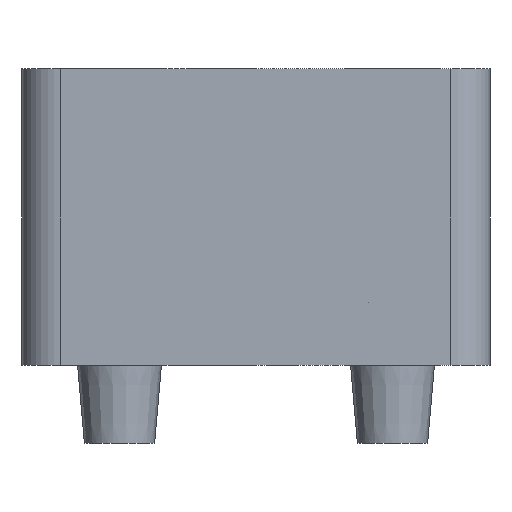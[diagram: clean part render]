
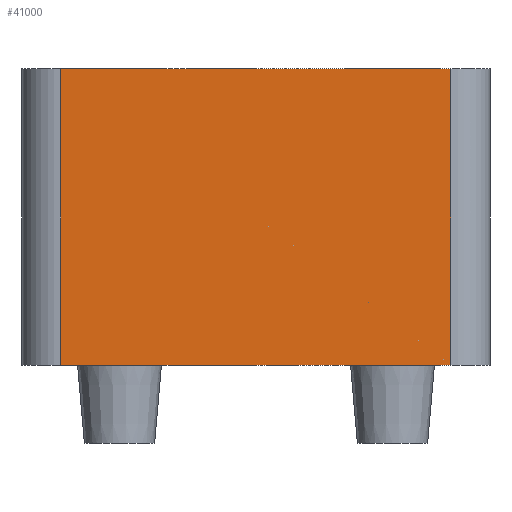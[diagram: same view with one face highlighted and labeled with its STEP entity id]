
A CAD part, front view. The second image highlights one B-rep face of the part: STEP entity #41000.
In plain terms, the highlighted planar face has unit normal (0, -1, 0).
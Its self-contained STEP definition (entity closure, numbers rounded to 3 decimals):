
#2248 = PLANE('',#2249);
#2249 = AXIS2_PLACEMENT_3D('',#2250,#2251,#2252);
#2250 = CARTESIAN_POINT('',(5.028,8.991,0.));
#2251 = DIRECTION('',(0.,0.,1.));
#2252 = DIRECTION('',(1.,0.,0.));
#20432 = PLANE('',#20433);
#20433 = AXIS2_PLACEMENT_3D('',#20434,#20435,#20436);
#20434 = CARTESIAN_POINT('',(-4.972,8.991,7.6));
#20435 = DIRECTION('',(0.,0.,1.));
#20436 = DIRECTION('',(0.,-1.,0.));
#39328 = VERTEX_POINT('',#39329);
#39329 = CARTESIAN_POINT('',(5.028,-10.009,0.));
#39344 = CYLINDRICAL_SURFACE('',#39345,1.);
#39345 = AXIS2_PLACEMENT_3D('',#39346,#39347,#39348);
#39346 = CARTESIAN_POINT('',(5.028,-9.009,7.6));
#39347 = DIRECTION('',(0.,0.,-1.));
#39348 = DIRECTION('',(0.,1.,0.));
#39378 = EDGE_CURVE('',#39379,#39328,#39381,.T.);
#39379 = VERTEX_POINT('',#39380);
#39380 = CARTESIAN_POINT('',(-4.972,-10.009,0.));
#39381 = SURFACE_CURVE('',#39382,(#39386,#39393),.PCURVE_S1.);
#39382 = LINE('',#39383,#39384);
#39383 = CARTESIAN_POINT('',(-4.972,-10.009,0.));
#39384 = VECTOR('',#39385,1.);
#39385 = DIRECTION('',(1.,0.,0.));
#39386 = PCURVE('',#2248,#39387);
#39387 = DEFINITIONAL_REPRESENTATION('',(#39388),#39392);
#39388 = LINE('',#39389,#39390);
#39389 = CARTESIAN_POINT('',(-10.,-19.));
#39390 = VECTOR('',#39391,1.);
#39391 = DIRECTION('',(1.,0.));
#39392 = ( GEOMETRIC_REPRESENTATION_CONTEXT(2) 
PARAMETRIC_REPRESENTATION_CONTEXT() REPRESENTATION_CONTEXT('2D SPACE',''
  ) );
#39393 = PCURVE('',#39394,#39399);
#39394 = PLANE('',#39395);
#39395 = AXIS2_PLACEMENT_3D('',#39396,#39397,#39398);
#39396 = CARTESIAN_POINT('',(-4.972,-10.009,7.6));
#39397 = DIRECTION('',(0.,1.,0.));
#39398 = DIRECTION('',(-1.,0.,0.));
#39399 = DEFINITIONAL_REPRESENTATION('',(#39400),#39404);
#39400 = LINE('',#39401,#39402);
#39401 = CARTESIAN_POINT('',(0.,-7.6));
#39402 = VECTOR('',#39403,1.);
#39403 = DIRECTION('',(-1.,0.));
#39404 = ( GEOMETRIC_REPRESENTATION_CONTEXT(2) 
PARAMETRIC_REPRESENTATION_CONTEXT() REPRESENTATION_CONTEXT('2D SPACE',''
  ) );
#39423 = CYLINDRICAL_SURFACE('',#39424,1.);
#39424 = AXIS2_PLACEMENT_3D('',#39425,#39426,#39427);
#39425 = CARTESIAN_POINT('',(-4.972,-9.009,7.6));
#39426 = DIRECTION('',(0.,0.,-1.));
#39427 = DIRECTION('',(0.,1.,0.));
#40514 = VERTEX_POINT('',#40515);
#40515 = CARTESIAN_POINT('',(-4.972,-10.009,7.6));
#40559 = EDGE_CURVE('',#40514,#40560,#40562,.T.);
#40560 = VERTEX_POINT('',#40561);
#40561 = CARTESIAN_POINT('',(5.028,-10.009,7.6));
#40562 = SURFACE_CURVE('',#40563,(#40567,#40574),.PCURVE_S1.);
#40563 = LINE('',#40564,#40565);
#40564 = CARTESIAN_POINT('',(-4.972,-10.009,7.6));
#40565 = VECTOR('',#40566,1.);
#40566 = DIRECTION('',(1.,0.,0.));
#40567 = PCURVE('',#20432,#40568);
#40568 = DEFINITIONAL_REPRESENTATION('',(#40569),#40573);
#40569 = LINE('',#40570,#40571);
#40570 = CARTESIAN_POINT('',(19.,0.));
#40571 = VECTOR('',#40572,1.);
#40572 = DIRECTION('',(0.,1.));
#40573 = ( GEOMETRIC_REPRESENTATION_CONTEXT(2) 
PARAMETRIC_REPRESENTATION_CONTEXT() REPRESENTATION_CONTEXT('2D SPACE',''
  ) );
#40574 = PCURVE('',#39394,#40575);
#40575 = DEFINITIONAL_REPRESENTATION('',(#40576),#40580);
#40576 = LINE('',#40577,#40578);
#40577 = CARTESIAN_POINT('',(0.,0.));
#40578 = VECTOR('',#40579,1.);
#40579 = DIRECTION('',(-1.,0.));
#40580 = ( GEOMETRIC_REPRESENTATION_CONTEXT(2) 
PARAMETRIC_REPRESENTATION_CONTEXT() REPRESENTATION_CONTEXT('2D SPACE',''
  ) );
#40957 = EDGE_CURVE('',#40514,#39379,#40958,.T.);
#40958 = SURFACE_CURVE('',#40959,(#40963,#40992),.PCURVE_S1.);
#40959 = LINE('',#40960,#40961);
#40960 = CARTESIAN_POINT('',(-4.972,-10.009,7.6));
#40961 = VECTOR('',#40962,1.);
#40962 = DIRECTION('',(0.,0.,-1.));
#40963 = PCURVE('',#39423,#40964);
#40964 = DEFINITIONAL_REPRESENTATION('',(#40965),#40991);
#40965 = B_SPLINE_CURVE_WITH_KNOTS('',3,(#40966,#40967,#40968,#40969,
    #40970,#40971,#40972,#40973,#40974,#40975,#40976,#40977,#40978,
    #40979,#40980,#40981,#40982,#40983,#40984,#40985,#40986,#40987,
    #40988,#40989,#40990),.UNSPECIFIED.,.F.,.F.,(4,1,1,1,1,1,1,1,1,1,1,1
    ,1,1,1,1,1,1,1,1,1,1,4),(0.,0.345,0.691,
    1.036,1.382,1.727,2.073,
    2.418,2.764,3.109,3.455,3.8,
    4.145,4.491,4.836,5.182,
    5.527,5.873,6.218,6.564,
    6.909,7.255,7.6),.QUASI_UNIFORM_KNOTS.);
#40966 = CARTESIAN_POINT('',(3.142,0.));
#40967 = CARTESIAN_POINT('',(3.142,0.115));
#40968 = CARTESIAN_POINT('',(3.142,0.345));
#40969 = CARTESIAN_POINT('',(3.142,0.691));
#40970 = CARTESIAN_POINT('',(3.142,1.036));
#40971 = CARTESIAN_POINT('',(3.142,1.382));
#40972 = CARTESIAN_POINT('',(3.142,1.727));
#40973 = CARTESIAN_POINT('',(3.142,2.073));
#40974 = CARTESIAN_POINT('',(3.142,2.418));
#40975 = CARTESIAN_POINT('',(3.142,2.764));
#40976 = CARTESIAN_POINT('',(3.142,3.109));
#40977 = CARTESIAN_POINT('',(3.142,3.455));
#40978 = CARTESIAN_POINT('',(3.142,3.8));
#40979 = CARTESIAN_POINT('',(3.142,4.145));
#40980 = CARTESIAN_POINT('',(3.142,4.491));
#40981 = CARTESIAN_POINT('',(3.142,4.836));
#40982 = CARTESIAN_POINT('',(3.142,5.182));
#40983 = CARTESIAN_POINT('',(3.142,5.527));
#40984 = CARTESIAN_POINT('',(3.142,5.873));
#40985 = CARTESIAN_POINT('',(3.142,6.218));
#40986 = CARTESIAN_POINT('',(3.142,6.564));
#40987 = CARTESIAN_POINT('',(3.142,6.909));
#40988 = CARTESIAN_POINT('',(3.142,7.255));
#40989 = CARTESIAN_POINT('',(3.142,7.485));
#40990 = CARTESIAN_POINT('',(3.142,7.6));
#40991 = ( GEOMETRIC_REPRESENTATION_CONTEXT(2) 
PARAMETRIC_REPRESENTATION_CONTEXT() REPRESENTATION_CONTEXT('2D SPACE',''
  ) );
#40992 = PCURVE('',#39394,#40993);
#40993 = DEFINITIONAL_REPRESENTATION('',(#40994),#40998);
#40994 = LINE('',#40995,#40996);
#40995 = CARTESIAN_POINT('',(0.,0.));
#40996 = VECTOR('',#40997,1.);
#40997 = DIRECTION('',(0.,-1.));
#40998 = ( GEOMETRIC_REPRESENTATION_CONTEXT(2) 
PARAMETRIC_REPRESENTATION_CONTEXT() REPRESENTATION_CONTEXT('2D SPACE',''
  ) );
#41000 = ADVANCED_FACE('',(#41001),#39394,.F.);
#41001 = FACE_BOUND('',#41002,.T.);
#41002 = EDGE_LOOP('',(#41003,#41004,#41005,#41048));
#41003 = ORIENTED_EDGE('',*,*,#40957,.T.);
#41004 = ORIENTED_EDGE('',*,*,#39378,.T.);
#41005 = ORIENTED_EDGE('',*,*,#41006,.F.);
#41006 = EDGE_CURVE('',#40560,#39328,#41007,.T.);
#41007 = SURFACE_CURVE('',#41008,(#41012,#41019),.PCURVE_S1.);
#41008 = LINE('',#41009,#41010);
#41009 = CARTESIAN_POINT('',(5.028,-10.009,7.6));
#41010 = VECTOR('',#41011,1.);
#41011 = DIRECTION('',(0.,0.,-1.));
#41012 = PCURVE('',#39394,#41013);
#41013 = DEFINITIONAL_REPRESENTATION('',(#41014),#41018);
#41014 = LINE('',#41015,#41016);
#41015 = CARTESIAN_POINT('',(-10.,0.));
#41016 = VECTOR('',#41017,1.);
#41017 = DIRECTION('',(0.,-1.));
#41018 = ( GEOMETRIC_REPRESENTATION_CONTEXT(2) 
PARAMETRIC_REPRESENTATION_CONTEXT() REPRESENTATION_CONTEXT('2D SPACE',''
  ) );
#41019 = PCURVE('',#39344,#41020);
#41020 = DEFINITIONAL_REPRESENTATION('',(#41021),#41047);
#41021 = B_SPLINE_CURVE_WITH_KNOTS('',3,(#41022,#41023,#41024,#41025,
    #41026,#41027,#41028,#41029,#41030,#41031,#41032,#41033,#41034,
    #41035,#41036,#41037,#41038,#41039,#41040,#41041,#41042,#41043,
    #41044,#41045,#41046),.UNSPECIFIED.,.F.,.F.,(4,1,1,1,1,1,1,1,1,1,1,1
    ,1,1,1,1,1,1,1,1,1,1,4),(0.,0.345,0.691,
    1.036,1.382,1.727,2.073,
    2.418,2.764,3.109,3.455,3.8,
    4.145,4.491,4.836,5.182,
    5.527,5.873,6.218,6.564,
    6.909,7.255,7.6),.QUASI_UNIFORM_KNOTS.);
#41022 = CARTESIAN_POINT('',(3.142,0.));
#41023 = CARTESIAN_POINT('',(3.142,0.115));
#41024 = CARTESIAN_POINT('',(3.142,0.345));
#41025 = CARTESIAN_POINT('',(3.142,0.691));
#41026 = CARTESIAN_POINT('',(3.142,1.036));
#41027 = CARTESIAN_POINT('',(3.142,1.382));
#41028 = CARTESIAN_POINT('',(3.142,1.727));
#41029 = CARTESIAN_POINT('',(3.142,2.073));
#41030 = CARTESIAN_POINT('',(3.142,2.418));
#41031 = CARTESIAN_POINT('',(3.142,2.764));
#41032 = CARTESIAN_POINT('',(3.142,3.109));
#41033 = CARTESIAN_POINT('',(3.142,3.455));
#41034 = CARTESIAN_POINT('',(3.142,3.8));
#41035 = CARTESIAN_POINT('',(3.142,4.145));
#41036 = CARTESIAN_POINT('',(3.142,4.491));
#41037 = CARTESIAN_POINT('',(3.142,4.836));
#41038 = CARTESIAN_POINT('',(3.142,5.182));
#41039 = CARTESIAN_POINT('',(3.142,5.527));
#41040 = CARTESIAN_POINT('',(3.142,5.873));
#41041 = CARTESIAN_POINT('',(3.142,6.218));
#41042 = CARTESIAN_POINT('',(3.142,6.564));
#41043 = CARTESIAN_POINT('',(3.142,6.909));
#41044 = CARTESIAN_POINT('',(3.142,7.255));
#41045 = CARTESIAN_POINT('',(3.142,7.485));
#41046 = CARTESIAN_POINT('',(3.142,7.6));
#41047 = ( GEOMETRIC_REPRESENTATION_CONTEXT(2) 
PARAMETRIC_REPRESENTATION_CONTEXT() REPRESENTATION_CONTEXT('2D SPACE',''
  ) );
#41048 = ORIENTED_EDGE('',*,*,#40559,.F.);
